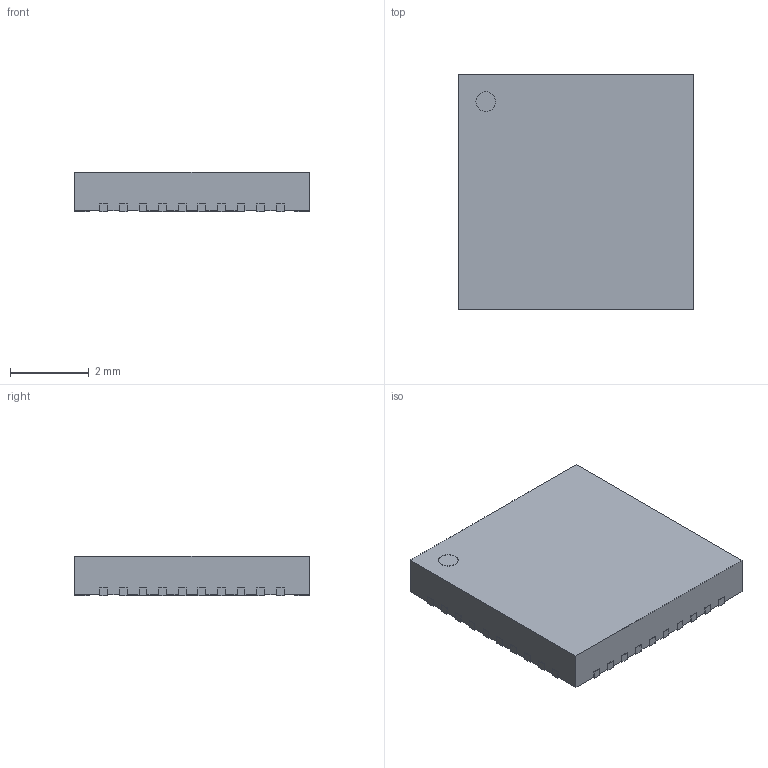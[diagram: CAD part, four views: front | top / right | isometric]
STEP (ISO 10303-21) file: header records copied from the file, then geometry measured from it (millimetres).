
FILE_DESCRIPTION(('FreeCAD Model'),'2;1');
FILE_NAME('qfn40_6x6_p05.step','2016-05-13T13:27:14',('Author'),('') ,'Open CASCADE STEP processor 6.8','FreeCAD','Unknown');
FILE_SCHEMA(('AUTOMOTIVE_DESIGN_CC2 { 1 2 10303 214 -1 1 5 4 }'));
Length unit declared in the file: millimetre
Products named in the file (1): qfn40_6x6_p05
Bounding box: 6 x 6 x 1.01 mm (x, y, z)
Volume: 35.3 mm3; surface area: 96.9 mm2
Topology: 1 solids, 1 shells, 254 faces, 750 edges, 500 vertices
Faces by surface type: plane 213, cylinder 41
Full cylindrical faces by diameter (mm): 0.5 x1
Entity records: 19953 total; most frequent: CARTESIAN_POINT 3690, DIRECTION 2557, LINE 1881, VECTOR 1881, ORIENTED_EDGE 1500, PCURVE 1500, DEFINITIONAL_REPRESENTATION 1500, EDGE_CURVE 750
